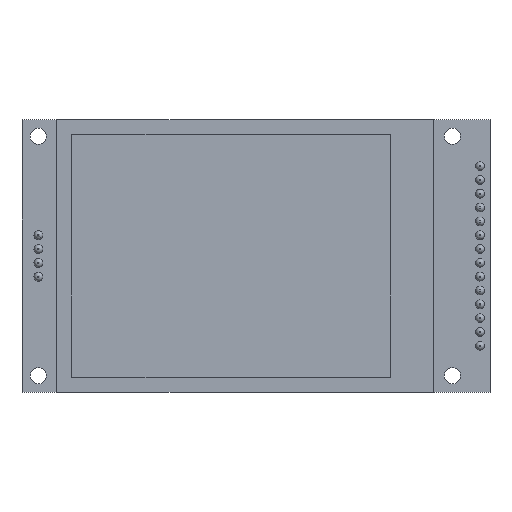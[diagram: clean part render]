
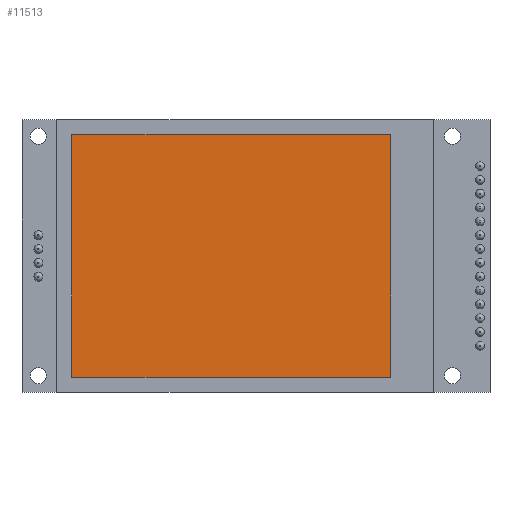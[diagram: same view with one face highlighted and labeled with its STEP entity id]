
A CAD part, top view. The second image highlights one B-rep face of the part: STEP entity #11513.
In plain terms, the highlighted planar face has unit normal (0, 0, 1).
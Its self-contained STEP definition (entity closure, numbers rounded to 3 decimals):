
#11384 = VERTEX_POINT('',#11385);
#11385 = CARTESIAN_POINT('',(-26.75,22.25,3.5));
#11391 = EDGE_CURVE('',#11384,#11392,#11394,.T.);
#11392 = VERTEX_POINT('',#11393);
#11393 = CARTESIAN_POINT('',(31.85,22.25,3.5));
#11394 = LINE('',#11395,#11396);
#11395 = CARTESIAN_POINT('',(-26.75,22.25,3.5));
#11396 = VECTOR('',#11397,1.);
#11397 = DIRECTION('',(1.,0.,0.));
#11422 = EDGE_CURVE('',#11392,#11423,#11425,.T.);
#11423 = VERTEX_POINT('',#11424);
#11424 = CARTESIAN_POINT('',(31.85,-22.25,3.5));
#11425 = LINE('',#11426,#11427);
#11426 = CARTESIAN_POINT('',(31.85,22.25,3.5));
#11427 = VECTOR('',#11428,1.);
#11428 = DIRECTION('',(0.,-1.,0.));
#11453 = EDGE_CURVE('',#11423,#11454,#11456,.T.);
#11454 = VERTEX_POINT('',#11455);
#11455 = CARTESIAN_POINT('',(-26.75,-22.25,3.5));
#11456 = LINE('',#11457,#11458);
#11457 = CARTESIAN_POINT('',(31.85,-22.25,3.5));
#11458 = VECTOR('',#11459,1.);
#11459 = DIRECTION('',(-1.,0.,0.));
#11484 = EDGE_CURVE('',#11454,#11384,#11485,.T.);
#11485 = LINE('',#11486,#11487);
#11486 = CARTESIAN_POINT('',(-26.75,-22.25,3.5));
#11487 = VECTOR('',#11488,1.);
#11488 = DIRECTION('',(0.,1.,0.));
#11513 = ADVANCED_FACE('',(#11514),#11520,.T.);
#11514 = FACE_BOUND('',#11515,.F.);
#11515 = EDGE_LOOP('',(#11516,#11517,#11518,#11519));
#11516 = ORIENTED_EDGE('',*,*,#11391,.T.);
#11517 = ORIENTED_EDGE('',*,*,#11422,.T.);
#11518 = ORIENTED_EDGE('',*,*,#11453,.T.);
#11519 = ORIENTED_EDGE('',*,*,#11484,.T.);
#11520 = PLANE('',#11521);
#11521 = AXIS2_PLACEMENT_3D('',#11522,#11523,#11524);
#11522 = CARTESIAN_POINT('',(2.55,0.,3.5));
#11523 = DIRECTION('',(0.,0.,1.));
#11524 = DIRECTION('',(1.,0.,0.));
